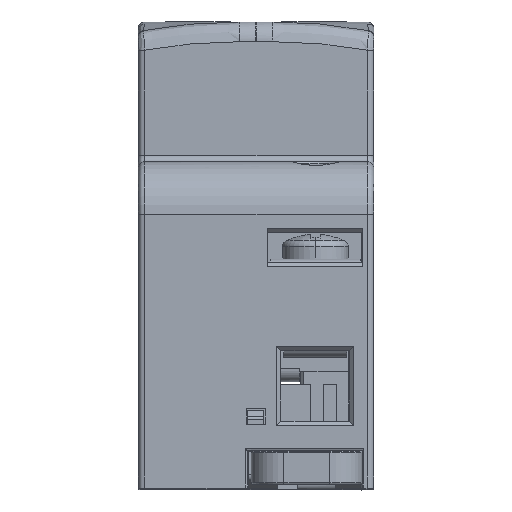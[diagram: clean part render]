
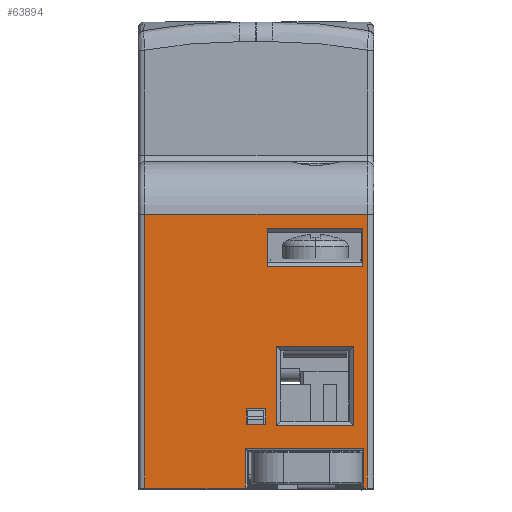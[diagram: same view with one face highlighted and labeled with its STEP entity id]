
A CAD part, left-side view. The second image highlights one B-rep face of the part: STEP entity #63894.
In plain terms, the highlighted planar face has unit normal (-1, 0, 0).
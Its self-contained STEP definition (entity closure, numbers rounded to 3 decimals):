
#47772=DIRECTION('',(0.,-1.,0.));
#47773=VECTOR('',#47772,0.6);
#47774=CARTESIAN_POINT('',(-45.,-70.3,0.3));
#47775=LINE('',#47774,#47773);
#47786=DIRECTION('',(0.,0.,1.));
#47787=VECTOR('',#47786,6.);
#47788=CARTESIAN_POINT('',(-45.,-70.3,0.3));
#47789=LINE('',#47788,#47787);
#47793=DIRECTION('',(0.,-1.,0.));
#47794=VECTOR('',#47793,14.5);
#47795=CARTESIAN_POINT('',(-45.,-55.7,34.));
#47796=LINE('',#47795,#47794);
#47800=DIRECTION('',(0.,0.,1.));
#47801=VECTOR('',#47800,5.9);
#47802=CARTESIAN_POINT('',(-45.,-70.2,34.));
#47803=LINE('',#47802,#47801);
#47807=DIRECTION('',(0.,1.,0.));
#47808=VECTOR('',#47807,14.5);
#47809=CARTESIAN_POINT('',(-45.,-70.2,39.9));
#47810=LINE('',#47809,#47808);
#47814=DIRECTION('',(0.,0.,-1.));
#47815=VECTOR('',#47814,5.9);
#47816=CARTESIAN_POINT('',(-45.,-55.7,39.9));
#47817=LINE('',#47816,#47815);
#47821=DIRECTION('',(0.,-1.,0.));
#47822=VECTOR('',#47821,11.8);
#47823=CARTESIAN_POINT('',(-45.,-57.05,9.8));
#47824=LINE('',#47823,#47822);
#47828=DIRECTION('',(0.,0.,1.));
#47829=VECTOR('',#47828,12.1);
#47830=CARTESIAN_POINT('',(-45.,-68.85,9.8));
#47831=LINE('',#47830,#47829);
#47835=DIRECTION('',(0.,1.,0.));
#47836=VECTOR('',#47835,11.8);
#47837=CARTESIAN_POINT('',(-45.,-68.85,21.9));
#47838=LINE('',#47837,#47836);
#47842=DIRECTION('',(0.,0.,-1.));
#47843=VECTOR('',#47842,12.1);
#47844=CARTESIAN_POINT('',(-45.,-57.05,21.9));
#47845=LINE('',#47844,#47843);
#47849=DIRECTION('',(0.,-1.,0.));
#47850=VECTOR('',#47849,15.3);
#47851=CARTESIAN_POINT('',(-45.,-37.,0.3));
#47852=LINE('',#47851,#47850);
#47908=DIRECTION('',(0.,0.,1.));
#47909=VECTOR('',#47908,6.);
#47910=CARTESIAN_POINT('',(-45.,-52.3,0.3));
#47911=LINE('',#47910,#47909);
#47941=DIRECTION('',(0.,-1.,0.));
#47942=VECTOR('',#47941,18.);
#47943=CARTESIAN_POINT('',(-45.,-52.3,6.3));
#47944=LINE('',#47943,#47942);
#48393=DIRECTION('',(0.,0.,-1.));
#48394=VECTOR('',#48393,41.7);
#48395=CARTESIAN_POINT('',(-45.,-37.,42.));
#48396=LINE('',#48395,#48394);
#48449=DIRECTION('',(0.,1.,0.));
#48450=VECTOR('',#48449,33.9);
#48451=CARTESIAN_POINT('',(-45.,-70.9,42.));
#48452=LINE('',#48451,#48450);
#48641=DIRECTION('',(0.,0.,1.));
#48642=VECTOR('',#48641,41.7);
#48643=CARTESIAN_POINT('',(-45.,-70.9,0.3));
#48644=LINE('',#48643,#48642);
#59161=DIRECTION('',(0.,1.,0.));
#59162=VECTOR('',#59161,3.);
#59163=CARTESIAN_POINT('',(-45.,-55.45,10.));
#59164=LINE('',#59163,#59162);
#59175=DIRECTION('',(0.,0.,1.));
#59176=VECTOR('',#59175,2.4);
#59177=CARTESIAN_POINT('',(-45.,-52.45,10.));
#59178=LINE('',#59177,#59176);
#59189=DIRECTION('',(0.,-1.,0.));
#59190=VECTOR('',#59189,3.);
#59191=CARTESIAN_POINT('',(-45.,-52.45,12.4));
#59192=LINE('',#59191,#59190);
#59203=DIRECTION('',(0.,0.,-1.));
#59204=VECTOR('',#59203,2.4);
#59205=CARTESIAN_POINT('',(-45.,-55.45,12.4));
#59206=LINE('',#59205,#59204);
#60184=CARTESIAN_POINT('',(-45.,-70.3,6.3));
#60185=VERTEX_POINT('',#60184);
#60186=CARTESIAN_POINT('',(-45.,-70.3,0.3));
#60187=VERTEX_POINT('',#60186);
#60501=CARTESIAN_POINT('',(-45.,-68.85,21.9));
#60502=VERTEX_POINT('',#60501);
#60503=CARTESIAN_POINT('',(-45.,-68.85,9.8));
#60504=VERTEX_POINT('',#60503);
#60505=CARTESIAN_POINT('',(-45.,-57.05,21.9));
#60506=VERTEX_POINT('',#60505);
#60509=CARTESIAN_POINT('',(-45.,-37.,0.3));
#60510=CARTESIAN_POINT('',(-45.,-52.3,0.3));
#60511=VERTEX_POINT('',#60509);
#60512=VERTEX_POINT('',#60510);
#60513=CARTESIAN_POINT('',(-45.,-37.,42.));
#60514=VERTEX_POINT('',#60513);
#60515=CARTESIAN_POINT('',(-45.,-70.9,42.));
#60516=VERTEX_POINT('',#60515);
#60517=CARTESIAN_POINT('',(-45.,-70.9,0.3));
#60518=VERTEX_POINT('',#60517);
#60519=CARTESIAN_POINT('',(-45.,-52.3,6.3));
#60520=VERTEX_POINT('',#60519);
#60521=CARTESIAN_POINT('',(-45.,-55.7,34.));
#60522=CARTESIAN_POINT('',(-45.,-70.2,34.));
#60523=VERTEX_POINT('',#60521);
#60524=VERTEX_POINT('',#60522);
#60525=CARTESIAN_POINT('',(-45.,-70.2,39.9));
#60526=VERTEX_POINT('',#60525);
#60527=CARTESIAN_POINT('',(-45.,-55.7,39.9));
#60528=VERTEX_POINT('',#60527);
#60529=CARTESIAN_POINT('',(-45.,-55.45,10.));
#60530=CARTESIAN_POINT('',(-45.,-52.45,10.));
#60531=VERTEX_POINT('',#60529);
#60532=VERTEX_POINT('',#60530);
#60533=CARTESIAN_POINT('',(-45.,-55.45,12.4));
#60534=VERTEX_POINT('',#60533);
#60535=CARTESIAN_POINT('',(-45.,-52.45,12.4));
#60536=VERTEX_POINT('',#60535);
#60537=CARTESIAN_POINT('',(-45.,-57.05,9.8));
#60538=VERTEX_POINT('',#60537);
#63843=CARTESIAN_POINT('',(-45.,-71.9,0.));
#63844=DIRECTION('',(-1.,0.,0.));
#63845=DIRECTION('',(0.,0.,1.));
#63846=AXIS2_PLACEMENT_3D('',#63843,#63844,#63845);
#63847=PLANE('',#63846);
#63849=ORIENTED_EDGE('',*,*,#63848,.F.);
#63851=ORIENTED_EDGE('',*,*,#63850,.F.);
#63853=ORIENTED_EDGE('',*,*,#63852,.F.);
#63855=ORIENTED_EDGE('',*,*,#63854,.F.);
#63856=ORIENTED_EDGE('',*,*,#63835,.F.);
#63857=ORIENTED_EDGE('',*,*,#63387,.T.);
#63859=ORIENTED_EDGE('',*,*,#63858,.F.);
#63861=ORIENTED_EDGE('',*,*,#63860,.F.);
#63862=EDGE_LOOP('',(#63849,#63851,#63853,#63855,#63856,#63857,#63859,#63861));
#63863=FACE_OUTER_BOUND('',#63862,.F.);
#63865=ORIENTED_EDGE('',*,*,#63864,.T.);
#63867=ORIENTED_EDGE('',*,*,#63866,.T.);
#63869=ORIENTED_EDGE('',*,*,#63868,.T.);
#63871=ORIENTED_EDGE('',*,*,#63870,.T.);
#63872=EDGE_LOOP('',(#63865,#63867,#63869,#63871));
#63873=FACE_BOUND('',#63872,.F.);
#63875=ORIENTED_EDGE('',*,*,#63874,.F.);
#63877=ORIENTED_EDGE('',*,*,#63876,.F.);
#63879=ORIENTED_EDGE('',*,*,#63878,.F.);
#63881=ORIENTED_EDGE('',*,*,#63880,.F.);
#63882=EDGE_LOOP('',(#63875,#63877,#63879,#63881));
#63883=FACE_BOUND('',#63882,.F.);
#63885=ORIENTED_EDGE('',*,*,#63884,.T.);
#63887=ORIENTED_EDGE('',*,*,#63886,.T.);
#63889=ORIENTED_EDGE('',*,*,#63888,.T.);
#63891=ORIENTED_EDGE('',*,*,#63890,.T.);
#63892=EDGE_LOOP('',(#63885,#63887,#63889,#63891));
#63893=FACE_BOUND('',#63892,.F.);
#63387=EDGE_CURVE('',#60187,#60185,#47789,.T.);
#63835=EDGE_CURVE('',#60187,#60518,#47775,.T.);
#63848=EDGE_CURVE('',#60511,#60512,#47852,.T.);
#63850=EDGE_CURVE('',#60514,#60511,#48396,.T.);
#63852=EDGE_CURVE('',#60516,#60514,#48452,.T.);
#63854=EDGE_CURVE('',#60518,#60516,#48644,.T.);
#63858=EDGE_CURVE('',#60520,#60185,#47944,.T.);
#63860=EDGE_CURVE('',#60512,#60520,#47911,.T.);
#63864=EDGE_CURVE('',#60523,#60524,#47796,.T.);
#63866=EDGE_CURVE('',#60524,#60526,#47803,.T.);
#63868=EDGE_CURVE('',#60526,#60528,#47810,.T.);
#63870=EDGE_CURVE('',#60528,#60523,#47817,.T.);
#63874=EDGE_CURVE('',#60531,#60532,#59164,.T.);
#63876=EDGE_CURVE('',#60534,#60531,#59206,.T.);
#63878=EDGE_CURVE('',#60536,#60534,#59192,.T.);
#63880=EDGE_CURVE('',#60532,#60536,#59178,.T.);
#63884=EDGE_CURVE('',#60538,#60504,#47824,.T.);
#63886=EDGE_CURVE('',#60504,#60502,#47831,.T.);
#63888=EDGE_CURVE('',#60502,#60506,#47838,.T.);
#63890=EDGE_CURVE('',#60506,#60538,#47845,.T.);
#63894=ADVANCED_FACE('',(#63863,#63873,#63883,#63893),#63847,.T.);
